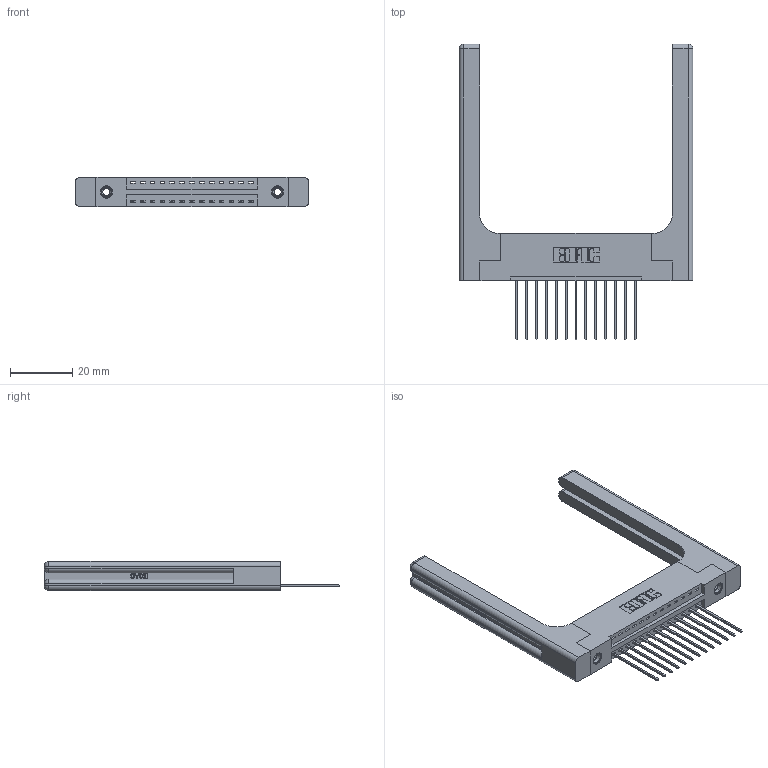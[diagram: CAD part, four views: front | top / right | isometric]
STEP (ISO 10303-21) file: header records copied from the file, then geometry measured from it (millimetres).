
FILE_DESCRIPTION (( 'STEP AP203' ), '1' );
FILE_NAME ('346-013-541-158.STEP', '2022-05-05T04:55:55', ( '' ), ( '' ), 'SwSTEP 2.0', 'SolidWorks 2020', '' );
FILE_SCHEMA (( 'CONFIG_CONTROL_DESIGN' ));
Length unit declared in the file: inch
Products named in the file (5): 346-013-541-158; 346 Part_Flush Mounting Lugs - 0.156 Dia-TH; 345-292-001_345-293-141; 346-220-058_345-220-058; 345-250-001_345-250-001-102
Assembly tree (18 placements, depth 2):
  346-013-541-158
    346 Part_Flush Mounting Lugs - 0.156 Dia-TH
    345-292-001_345-293-141  x13
    345-250-001_345-250-001-102  x2
    346-220-058_345-220-058  x2
Bounding box: 75.34 x 95.25 x 9.4 mm (x, y, z)
Volume: 14554.8 mm3; surface area: 13939.7 mm2
Topology: 18 solids, 18 shells, 1146 faces, 3319 edges, 2174 vertices
Faces by surface type: plane 758, cylinder 328, bspline 36, cone 12, sphere 8, torus 4
Entity records: 17588 total; most frequent: CARTESIAN_POINT 4006, ORIENTED_EDGE 2748, DIRECTION 2500, EDGE_CURVE 1374, LINE 1098, VECTOR 1098, VERTEX_POINT 906, AXIS2_PLACEMENT_3D 701
